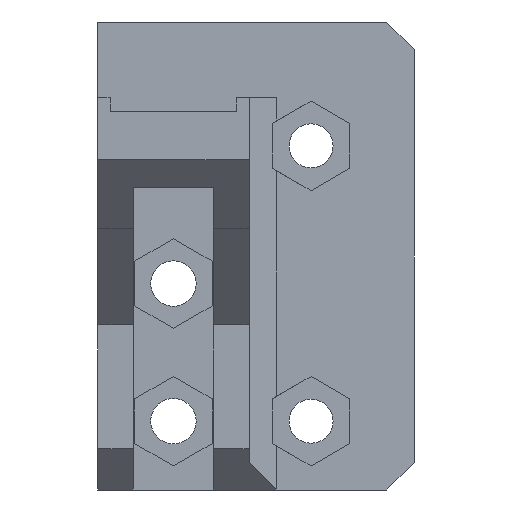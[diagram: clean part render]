
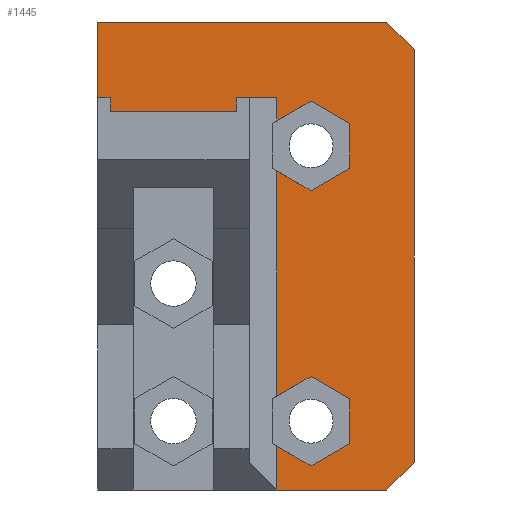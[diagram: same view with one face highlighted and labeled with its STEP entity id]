
A CAD part, front view. The second image highlights one B-rep face of the part: STEP entity #1445.
In plain terms, the highlighted planar face has unit normal (0, -1, 0).
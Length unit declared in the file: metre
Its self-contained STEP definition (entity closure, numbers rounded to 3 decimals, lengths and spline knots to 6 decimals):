
#28=LINE('',#2025,#220);
#32=LINE('',#2033,#224);
#49=LINE('',#2093,#241);
#50=LINE('',#2096,#242);
#51=LINE('',#2098,#243);
#52=LINE('',#2100,#244);
#53=LINE('',#2102,#245);
#54=LINE('',#2104,#246);
#55=LINE('',#2106,#247);
#56=LINE('',#2108,#248);
#57=LINE('',#2110,#249);
#58=LINE('',#2112,#250);
#59=LINE('',#2114,#251);
#60=LINE('',#2116,#252);
#61=LINE('',#2118,#253);
#62=LINE('',#2120,#254);
#63=LINE('',#2122,#255);
#64=LINE('',#2123,#256);
#65=LINE('',#2124,#257);
#66=LINE('',#2126,#258);
#67=LINE('',#2128,#259);
#68=LINE('',#2130,#260);
#69=LINE('',#2132,#261);
#70=LINE('',#2134,#262);
#220=VECTOR('',#1643,1.);
#224=VECTOR('',#1649,1.);
#241=VECTOR('',#1700,1.);
#242=VECTOR('',#1701,1.);
#243=VECTOR('',#1702,1.);
#244=VECTOR('',#1703,1.);
#245=VECTOR('',#1704,1.);
#246=VECTOR('',#1705,1.);
#247=VECTOR('',#1706,1.);
#248=VECTOR('',#1707,1.);
#249=VECTOR('',#1708,1.);
#250=VECTOR('',#1709,1.);
#251=VECTOR('',#1710,1.);
#252=VECTOR('',#1711,1.);
#253=VECTOR('',#1712,1.);
#254=VECTOR('',#1713,1.);
#255=VECTOR('',#1714,1.);
#256=VECTOR('',#1715,1.);
#257=VECTOR('',#1716,1.);
#258=VECTOR('',#1717,1.);
#259=VECTOR('',#1718,1.);
#260=VECTOR('',#1719,1.);
#261=VECTOR('',#1720,1.);
#262=VECTOR('',#1721,1.);
#401=PLANE('',#1547);
#519=ORIENTED_EDGE('',*,*,#924,.T.);
#520=ORIENTED_EDGE('',*,*,#925,.T.);
#521=ORIENTED_EDGE('',*,*,#926,.F.);
#522=ORIENTED_EDGE('',*,*,#927,.F.);
#523=ORIENTED_EDGE('',*,*,#928,.F.);
#524=ORIENTED_EDGE('',*,*,#929,.F.);
#525=ORIENTED_EDGE('',*,*,#930,.F.);
#526=ORIENTED_EDGE('',*,*,#931,.T.);
#527=ORIENTED_EDGE('',*,*,#932,.F.);
#528=ORIENTED_EDGE('',*,*,#933,.T.);
#529=ORIENTED_EDGE('',*,*,#934,.F.);
#530=ORIENTED_EDGE('',*,*,#935,.T.);
#531=ORIENTED_EDGE('',*,*,#936,.T.);
#532=ORIENTED_EDGE('',*,*,#937,.F.);
#533=ORIENTED_EDGE('',*,*,#938,.F.);
#534=ORIENTED_EDGE('',*,*,#897,.T.);
#535=ORIENTED_EDGE('',*,*,#939,.T.);
#536=ORIENTED_EDGE('',*,*,#893,.T.);
#537=ORIENTED_EDGE('',*,*,#940,.F.);
#538=ORIENTED_EDGE('',*,*,#941,.T.);
#539=ORIENTED_EDGE('',*,*,#942,.T.);
#540=ORIENTED_EDGE('',*,*,#943,.T.);
#541=ORIENTED_EDGE('',*,*,#944,.T.);
#542=ORIENTED_EDGE('',*,*,#945,.T.);
#893=EDGE_CURVE('',#1096,#1095,#28,.T.);
#897=EDGE_CURVE('',#1097,#1098,#32,.T.);
#924=EDGE_CURVE('',#1125,#1126,#49,.T.);
#925=EDGE_CURVE('',#1126,#1127,#50,.T.);
#926=EDGE_CURVE('',#1128,#1127,#51,.T.);
#927=EDGE_CURVE('',#1129,#1128,#52,.T.);
#928=EDGE_CURVE('',#1130,#1129,#53,.T.);
#929=EDGE_CURVE('',#1131,#1130,#54,.T.);
#930=EDGE_CURVE('',#1132,#1131,#55,.T.);
#931=EDGE_CURVE('',#1132,#1133,#56,.T.);
#932=EDGE_CURVE('',#1134,#1133,#57,.T.);
#933=EDGE_CURVE('',#1134,#1135,#58,.F.);
#934=EDGE_CURVE('',#1136,#1135,#59,.T.);
#935=EDGE_CURVE('',#1136,#1137,#60,.F.);
#936=EDGE_CURVE('',#1137,#1138,#61,.T.);
#937=EDGE_CURVE('',#1139,#1138,#62,.T.);
#938=EDGE_CURVE('',#1097,#1139,#63,.T.);
#939=EDGE_CURVE('',#1098,#1096,#64,.T.);
#940=EDGE_CURVE('',#1140,#1095,#65,.T.);
#941=EDGE_CURVE('',#1140,#1141,#66,.T.);
#942=EDGE_CURVE('',#1141,#1142,#67,.T.);
#943=EDGE_CURVE('',#1142,#1143,#68,.T.);
#944=EDGE_CURVE('',#1143,#1144,#69,.T.);
#945=EDGE_CURVE('',#1144,#1125,#70,.T.);
#1095=VERTEX_POINT('',#2024);
#1096=VERTEX_POINT('',#2026);
#1097=VERTEX_POINT('',#2030);
#1098=VERTEX_POINT('',#2032);
#1125=VERTEX_POINT('',#2094);
#1126=VERTEX_POINT('',#2095);
#1127=VERTEX_POINT('',#2097);
#1128=VERTEX_POINT('',#2099);
#1129=VERTEX_POINT('',#2101);
#1130=VERTEX_POINT('',#2103);
#1131=VERTEX_POINT('',#2105);
#1132=VERTEX_POINT('',#2107);
#1133=VERTEX_POINT('',#2109);
#1134=VERTEX_POINT('',#2111);
#1135=VERTEX_POINT('',#2113);
#1136=VERTEX_POINT('',#2115);
#1137=VERTEX_POINT('',#2117);
#1138=VERTEX_POINT('',#2119);
#1139=VERTEX_POINT('',#2121);
#1140=VERTEX_POINT('',#2125);
#1141=VERTEX_POINT('',#2127);
#1142=VERTEX_POINT('',#2129);
#1143=VERTEX_POINT('',#2131);
#1144=VERTEX_POINT('',#2133);
#1249=EDGE_LOOP('',(#519,#520,#521,#522,#523,#524,#525,#526,#527,#528,#529,
#530,#531,#532,#533,#534,#535,#536,#537,#538,#539,#540,#541,#542));
#1348=FACE_BOUND('',#1249,.T.);
#1445=ADVANCED_FACE('',(#1348),#401,.T.);
#1547=AXIS2_PLACEMENT_3D('',#2092,#1698,#1699);
#1643=DIRECTION('',(0.,0.,1.));
#1649=DIRECTION('',(0.,0.,-1.));
#1698=DIRECTION('',(0.,-1.,0.));
#1699=DIRECTION('',(1.,0.,0.));
#1700=DIRECTION('',(-0.866,0.,0.5));
#1701=DIRECTION('',(0.,0.,-1.));
#1702=DIRECTION('',(-0.866,0.,-0.5));
#1703=DIRECTION('',(-0.866,0.,0.5));
#1704=DIRECTION('',(0.,0.,1.));
#1705=DIRECTION('',(0.866,0.,0.5));
#1706=DIRECTION('',(0.866,0.,-0.5));
#1707=DIRECTION('',(0.,0.,-1.));
#1708=DIRECTION('',(-1.,0.,0.));
#1709=DIRECTION('',(-0.707,0.,-0.707));
#1710=DIRECTION('',(0.,0.,-1.));
#1711=DIRECTION('',(0.707,0.,-0.707));
#1712=DIRECTION('',(-1.,0.,0.));
#1713=DIRECTION('',(0.,0.,1.));
#1714=DIRECTION('',(-1.,0.,0.));
#1715=DIRECTION('',(1.,0.,0.));
#1716=DIRECTION('',(-1.,0.,0.));
#1717=DIRECTION('',(0.,0.,-1.));
#1718=DIRECTION('',(0.866,0.,0.5));
#1719=DIRECTION('',(0.866,0.,-0.5));
#1720=DIRECTION('',(0.,0.,-1.));
#1721=DIRECTION('',(-0.866,0.,-0.5));
#2024=CARTESIAN_POINT('',(-0.014516,-0.01,0.007064));
#2025=CARTESIAN_POINT('',(-0.014516,-0.01,0.006064));
#2026=CARTESIAN_POINT('',(-0.014516,-0.01,0.006064));
#2030=CARTESIAN_POINT('',(-0.023716,-0.01,0.007064));
#2032=CARTESIAN_POINT('',(-0.023716,-0.01,0.006064));
#2033=CARTESIAN_POINT('',(-0.023716,-0.01,0.006064));
#2092=CARTESIAN_POINT('',(0.,-0.01,0.));
#2093=CARTESIAN_POINT('',(-0.008795,-0.01,0.000128));
#2094=CARTESIAN_POINT('',(-0.009116,-0.01,0.000314));
#2095=CARTESIAN_POINT('',(-0.011616,-0.01,0.001757));
#2096=CARTESIAN_POINT('',(-0.011616,-0.01,0.));
#2097=CARTESIAN_POINT('',(-0.011616,-0.01,-0.01463));
#2098=CARTESIAN_POINT('',(-0.009116,-0.01,-0.013186));
#2099=CARTESIAN_POINT('',(-0.009116,-0.01,-0.013186));
#2100=CARTESIAN_POINT('',(-0.006301,-0.01,-0.014811));
#2101=CARTESIAN_POINT('',(-0.006301,-0.01,-0.014811));
#2102=CARTESIAN_POINT('',(-0.006301,-0.01,-0.018061));
#2103=CARTESIAN_POINT('',(-0.006301,-0.01,-0.018061));
#2104=CARTESIAN_POINT('',(-0.009116,-0.01,-0.019686));
#2105=CARTESIAN_POINT('',(-0.009116,-0.01,-0.019686));
#2106=CARTESIAN_POINT('',(-0.01193,-0.01,-0.018061));
#2107=CARTESIAN_POINT('',(-0.011616,-0.01,-0.018243));
#2108=CARTESIAN_POINT('',(-0.011616,-0.01,0.));
#2109=CARTESIAN_POINT('',(-0.011616,-0.01,-0.021436));
#2110=CARTESIAN_POINT('',(-0.001616,-0.01,-0.021436));
#2111=CARTESIAN_POINT('',(-0.003616,-0.01,-0.021436));
#2112=CARTESIAN_POINT('',(0.00891,-0.01,-0.00891));
#2113=CARTESIAN_POINT('',(-0.001616,-0.01,-0.019436));
#2114=CARTESIAN_POINT('',(-0.001616,-0.01,0.012564));
#2115=CARTESIAN_POINT('',(-0.001616,-0.01,0.010564));
#2116=CARTESIAN_POINT('',(0.004474,-0.01,0.004474));
#2117=CARTESIAN_POINT('',(-0.003616,-0.01,0.012564));
#2118=CARTESIAN_POINT('',(-0.024616,-0.01,0.012564));
#2119=CARTESIAN_POINT('',(-0.024616,-0.01,0.012564));
#2120=CARTESIAN_POINT('',(-0.024616,-0.01,0.007064));
#2121=CARTESIAN_POINT('',(-0.024616,-0.01,0.007064));
#2122=CARTESIAN_POINT('',(-0.013616,-0.01,0.007064));
#2123=CARTESIAN_POINT('',(-0.022016,-0.01,0.006064));
#2124=CARTESIAN_POINT('',(-0.013616,-0.01,0.007064));
#2125=CARTESIAN_POINT('',(-0.011616,-0.01,0.007064));
#2126=CARTESIAN_POINT('',(-0.011616,-0.01,0.));
#2127=CARTESIAN_POINT('',(-0.011616,-0.01,0.00537));
#2128=CARTESIAN_POINT('',(-0.001001,-0.01,0.011499));
#2129=CARTESIAN_POINT('',(-0.009116,-0.01,0.006814));
#2130=CARTESIAN_POINT('',(-0.00598,-0.01,0.005003));
#2131=CARTESIAN_POINT('',(-0.006301,-0.01,0.005189));
#2132=CARTESIAN_POINT('',(-0.006301,-0.01,0.012564));
#2133=CARTESIAN_POINT('',(-0.006301,-0.01,0.001939));
#2134=CARTESIAN_POINT('',(0.001814,-0.01,0.006624));
